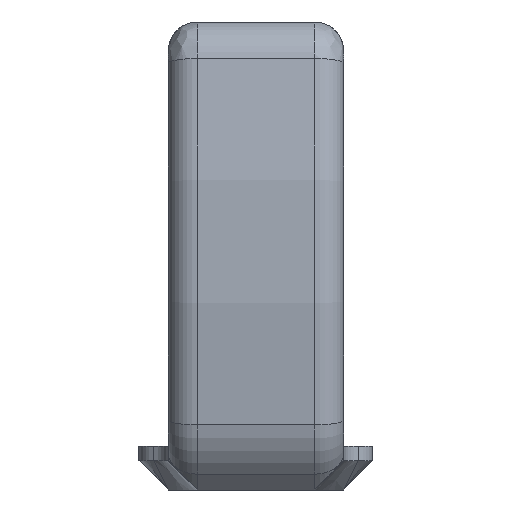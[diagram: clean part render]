
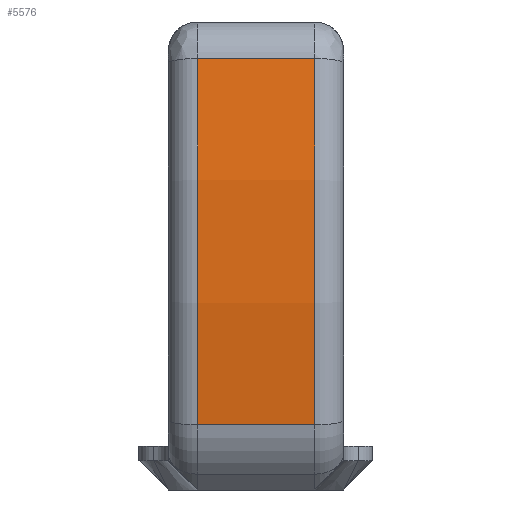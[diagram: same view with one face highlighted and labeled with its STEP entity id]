
A CAD part, front view. The second image highlights one B-rep face of the part: STEP entity #5576.
In plain terms, the highlighted cylindrical face has radius 80.352 mm (diameter 160.704 mm), a partial arc.
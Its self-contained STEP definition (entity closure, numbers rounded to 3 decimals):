
#188=CYLINDRICAL_SURFACE('',#6158,80.352);
#658=FACE_OUTER_BOUND('',#980,.T.);
#980=EDGE_LOOP('',(#5179,#5180,#5181,#5182));
#1505=LINE('',#9651,#2024);
#1506=LINE('',#9653,#2025);
#2024=VECTOR('',#7797,10.);
#2025=VECTOR('',#7800,10.);
#2172=CIRCLE('',#5953,80.352);
#2258=CIRCLE('',#6140,80.352);
#2612=VERTEX_POINT('',#9006);
#2613=VERTEX_POINT('',#9008);
#2775=VERTEX_POINT('',#9604);
#2776=VERTEX_POINT('',#9606);
#3310=EDGE_CURVE('',#2612,#2613,#2172,.T.);
#3574=EDGE_CURVE('',#2775,#2776,#2258,.T.);
#3588=EDGE_CURVE('',#2776,#2613,#1505,.T.);
#3589=EDGE_CURVE('',#2612,#2775,#1506,.T.);
#5179=ORIENTED_EDGE('',*,*,#3574,.F.);
#5180=ORIENTED_EDGE('',*,*,#3589,.F.);
#5181=ORIENTED_EDGE('',*,*,#3310,.T.);
#5182=ORIENTED_EDGE('',*,*,#3588,.F.);
#5576=ADVANCED_FACE('',(#658),#188,.T.);
#5953=AXIS2_PLACEMENT_3D('',#9010,#7220,#7221);
#6140=AXIS2_PLACEMENT_3D('',#9607,#7755,#7756);
#6158=AXIS2_PLACEMENT_3D('',#9652,#7798,#7799);
#7220=DIRECTION('center_axis',(-1.,0.,0.));
#7221=DIRECTION('ref_axis',(0.,-1.,0.012));
#7755=DIRECTION('center_axis',(-1.,0.,0.));
#7756=DIRECTION('ref_axis',(0.,-1.,0.012));
#7797=DIRECTION('',(1.,0.,0.));
#7798=DIRECTION('center_axis',(-1.,0.,0.));
#7799=DIRECTION('ref_axis',(0.,-0.98,0.199));
#7800=DIRECTION('',(-1.,0.,0.));
#9006=CARTESIAN_POINT('',(4.,-33.519,-13.038));
#9008=CARTESIAN_POINT('',(4.,-33.209,12.004));
#9010=CARTESIAN_POINT('Origin',(4.,46.,-1.5));
#9604=CARTESIAN_POINT('',(-4.,-33.519,-13.038));
#9606=CARTESIAN_POINT('',(-4.,-33.209,12.004));
#9607=CARTESIAN_POINT('Origin',(-4.,46.,-1.5));
#9651=CARTESIAN_POINT('',(0.,-33.209,12.004));
#9652=CARTESIAN_POINT('Origin',(0.,46.,-1.5));
#9653=CARTESIAN_POINT('',(0.,-33.519,-13.038));
